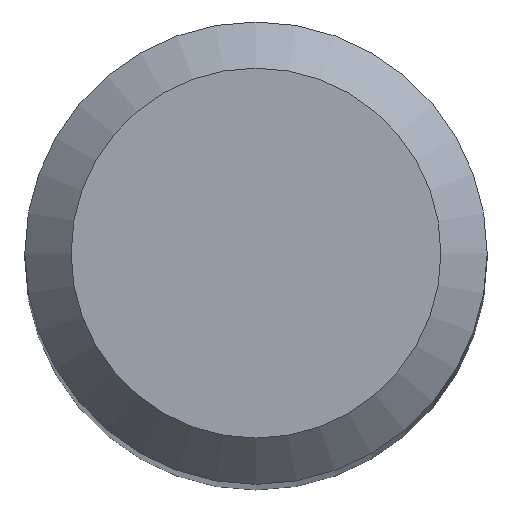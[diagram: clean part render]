
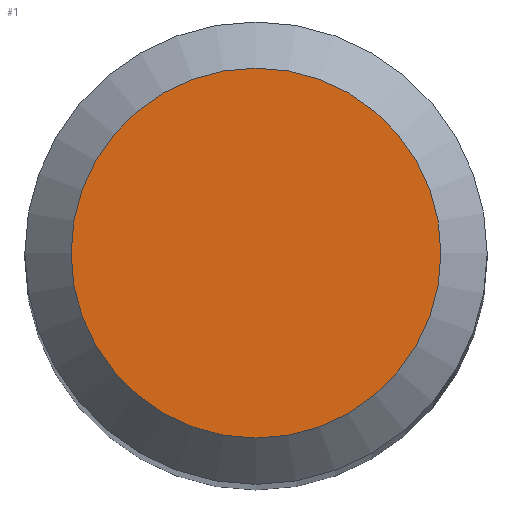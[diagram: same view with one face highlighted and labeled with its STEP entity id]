
A CAD part, top view. The second image highlights one B-rep face of the part: STEP entity #1.
In plain terms, the highlighted planar face has unit normal (0, 0, 1).
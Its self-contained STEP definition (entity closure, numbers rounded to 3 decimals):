
#1 = ADVANCED_FACE ( 'NONE', ( #32 ), #146, .F. ) ;
#15 = DIRECTION ( 'NONE',  ( 0., 1., 0. ) ) ;
#28 = AXIS2_PLACEMENT_3D ( 'NONE', #178, #148, #98 ) ;
#32 = FACE_OUTER_BOUND ( 'NONE', #133, .T. ) ;
#33 = EDGE_CURVE ( 'NONE', #152, #152, #202, .T. ) ;
#52 = DIRECTION ( 'NONE',  ( 0., 0., -1. ) ) ;
#98 = DIRECTION ( 'NONE',  ( 0., 1., 0. ) ) ;
#105 = AXIS2_PLACEMENT_3D ( 'NONE', #195, #52, #15 ) ;
#133 = EDGE_LOOP ( 'NONE', ( #184 ) ) ;
#146 = PLANE ( 'NONE',  #28 ) ;
#148 = DIRECTION ( 'NONE',  ( 0., 0., -1. ) ) ;
#152 = VERTEX_POINT ( 'NONE', #219 ) ;
#178 = CARTESIAN_POINT ( 'NONE',  ( 0., 0., 30. ) ) ;
#184 = ORIENTED_EDGE ( 'NONE', *, *, #33, .F. ) ;
#195 = CARTESIAN_POINT ( 'NONE',  ( 0., 0., 30. ) ) ;
#202 = CIRCLE ( 'NONE', #105, 1.2 ) ;
#219 = CARTESIAN_POINT ( 'NONE',  ( 0., 1.2, 30. ) ) ;
